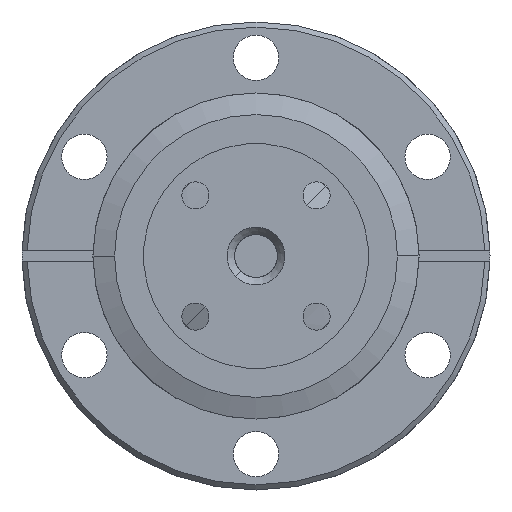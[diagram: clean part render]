
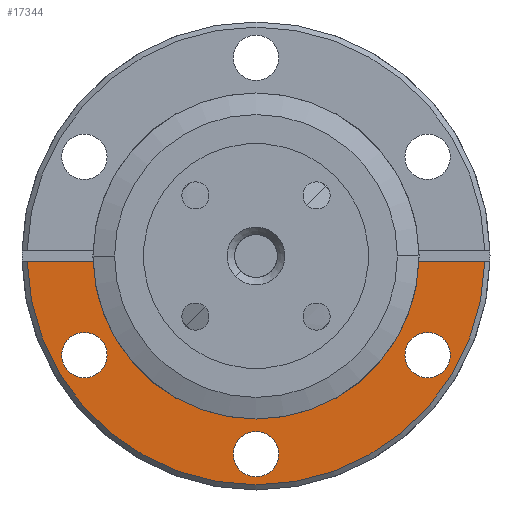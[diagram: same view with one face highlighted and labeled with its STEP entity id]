
A CAD part, front view. The second image highlights one B-rep face of the part: STEP entity #17344.
In plain terms, the highlighted planar face has unit normal (0, -1, 0).
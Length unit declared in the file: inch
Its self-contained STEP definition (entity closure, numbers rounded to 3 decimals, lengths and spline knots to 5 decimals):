
#927 = CIRCLE ( 'NONE', #25819, 0.951 ) ;
#1677 = EDGE_CURVE ( 'NONE', #16909, #16962, #927, .T. ) ;
#2759 = FACE_BOUND ( 'NONE', #16508, .T. ) ;
#2760 = FACE_BOUND ( 'NONE', #16683, .T. ) ;
#2769 = FACE_OUTER_BOUND ( 'NONE', #16685, .T. ) ;
#2771 = FACE_BOUND ( 'NONE', #16675, .T. ) ;
#5236 = CARTESIAN_POINT ( 'NONE',  ( 0.95053, -0.788, -0.03 ) ) ;
#5946 = PLANE ( 'NONE',  #20606 ) ;
#5950 = CARTESIAN_POINT ( 'NONE',  ( -1.365, -0.788, 0. ) ) ;
#5959 = DIRECTION ( 'NONE',  ( 0., 1., 0. ) ) ;
#5960 = DIRECTION ( 'NONE',  ( -1., 0., 0. ) ) ;
#9404 = AXIS2_PLACEMENT_3D ( 'NONE', #11560, #11567, #11568 ) ;
#9406 = AXIS2_PLACEMENT_3D ( 'NONE', #11527, #11534, #11535 ) ;
#9413 = AXIS2_PLACEMENT_3D ( 'NONE', #11554, #11561, #11562 ) ;
#9415 = AXIS2_PLACEMENT_3D ( 'NONE', #11548, #11565, #11566 ) ;
#10233 = CARTESIAN_POINT ( 'NONE',  ( -0.95053, -0.788, -0.03 ) ) ;
#11527 = CARTESIAN_POINT ( 'NONE',  ( 0., -0.788, -1.156 ) ) ;
#11534 = DIRECTION ( 'NONE',  ( 0., -1., 0. ) ) ;
#11535 = DIRECTION ( 'NONE',  ( 0., 0., 1. ) ) ;
#11548 = CARTESIAN_POINT ( 'NONE',  ( -1.00113, -0.788, -0.578 ) ) ;
#11554 = CARTESIAN_POINT ( 'NONE',  ( 1.00113, -0.788, -0.578 ) ) ;
#11558 = CARTESIAN_POINT ( 'NONE',  ( 1.38335, -0.788, -0.03 ) ) ;
#11559 = DIRECTION ( 'NONE',  ( 1., 0., 0. ) ) ;
#11560 = CARTESIAN_POINT ( 'NONE',  ( 0., -0.788, 0. ) ) ;
#11561 = DIRECTION ( 'NONE',  ( 0., -1., 0. ) ) ;
#11562 = DIRECTION ( 'NONE',  ( 0., 0., 1. ) ) ;
#11563 = CARTESIAN_POINT ( 'NONE',  ( -1.38335, -0.788, -0.03 ) ) ;
#11564 = DIRECTION ( 'NONE',  ( 1., 0., 0. ) ) ;
#11565 = DIRECTION ( 'NONE',  ( 0., -1., 0. ) ) ;
#11566 = DIRECTION ( 'NONE',  ( 0., 0., 1. ) ) ;
#11567 = DIRECTION ( 'NONE',  ( 0., -1., 0. ) ) ;
#11568 = DIRECTION ( 'NONE',  ( -1., 0., 0. ) ) ;
#15707 = EDGE_CURVE ( 'NONE', #19912, #19907, #24450, .T. ) ;
#15708 = EDGE_CURVE ( 'NONE', #19878, #19888, #24452, .T. ) ;
#15718 = EDGE_CURVE ( 'NONE', #19893, #19908, #24468, .T. ) ;
#16004 = DIRECTION ( 'NONE',  ( 1., 0., 0. ) ) ;
#16011 = DIRECTION ( 'NONE',  ( 0., -1., 0. ) ) ;
#16023 = CARTESIAN_POINT ( 'NONE',  ( 0., -0.788, 0. ) ) ;
#16413 = ORIENTED_EDGE ( 'NONE', *, *, #25680, .F. ) ;
#16508 = EDGE_LOOP ( 'NONE', ( #27205, #27154 ) ) ;
#16675 = EDGE_LOOP ( 'NONE', ( #27166, #27168 ) ) ;
#16683 = EDGE_LOOP ( 'NONE', ( #16413, #27207 ) ) ;
#16685 = EDGE_LOOP ( 'NONE', ( #27160, #27159, #27164, #27162 ) ) ;
#16909 = VERTEX_POINT ( 'NONE', #10233 ) ;
#16962 = VERTEX_POINT ( 'NONE', #5236 ) ;
#17344 = ADVANCED_FACE ( 'NONE', ( #2760, #2759, #2769, #2771 ), #5946, .F. ) ;
#19878 = VERTEX_POINT ( 'NONE', #21674 ) ;
#19888 = VERTEX_POINT ( 'NONE', #21684 ) ;
#19893 = VERTEX_POINT ( 'NONE', #21689 ) ;
#19904 = VERTEX_POINT ( 'NONE', #21700 ) ;
#19907 = VERTEX_POINT ( 'NONE', #21703 ) ;
#19908 = VERTEX_POINT ( 'NONE', #21704 ) ;
#19912 = VERTEX_POINT ( 'NONE', #21708 ) ;
#19957 = VERTEX_POINT ( 'NONE', #21753 ) ;
#20466 = AXIS2_PLACEMENT_3D ( 'NONE', #27252, #27253, #27254 ) ;
#20468 = AXIS2_PLACEMENT_3D ( 'NONE', #27255, #27256, #27257 ) ;
#20472 = AXIS2_PLACEMENT_3D ( 'NONE', #27279, #27280, #27281 ) ;
#20606 = AXIS2_PLACEMENT_3D ( 'NONE', #5950, #5959, #5960 ) ;
#21674 = CARTESIAN_POINT ( 'NONE',  ( 1.00113, -0.788, -0.7105 ) ) ;
#21684 = CARTESIAN_POINT ( 'NONE',  ( 1.00113, -0.788, -0.4455 ) ) ;
#21689 = CARTESIAN_POINT ( 'NONE',  ( 0., -0.788, -1.2885 ) ) ;
#21700 = CARTESIAN_POINT ( 'NONE',  ( 1.33466, -0.788, -0.03 ) ) ;
#21703 = CARTESIAN_POINT ( 'NONE',  ( -1.00113, -0.788, -0.4455 ) ) ;
#21704 = CARTESIAN_POINT ( 'NONE',  ( 0., -0.788, -1.0235 ) ) ;
#21708 = CARTESIAN_POINT ( 'NONE',  ( -1.00113, -0.788, -0.7105 ) ) ;
#21753 = CARTESIAN_POINT ( 'NONE',  ( -1.33466, -0.788, -0.03 ) ) ;
#24450 = CIRCLE ( 'NONE', #20466, 0.1325 ) ;
#24452 = CIRCLE ( 'NONE', #20468, 0.1325 ) ;
#24468 = CIRCLE ( 'NONE', #20472, 0.1325 ) ;
#25415 = CIRCLE ( 'NONE', #9406, 0.1325 ) ;
#25417 = LINE ( 'NONE', #11563, #25423 ) ;
#25419 = VECTOR ( 'NONE', #11559, 39.37008 ) ;
#25421 = LINE ( 'NONE', #11558, #25419 ) ;
#25423 = VECTOR ( 'NONE', #11564, 39.37008 ) ;
#25427 = CIRCLE ( 'NONE', #9413, 0.1325 ) ;
#25430 = CIRCLE ( 'NONE', #9415, 0.1325 ) ;
#25431 = CIRCLE ( 'NONE', #9404, 1.335 ) ;
#25669 = EDGE_CURVE ( 'NONE', #19908, #19893, #25415, .T. ) ;
#25677 = EDGE_CURVE ( 'NONE', #16962, #19904, #25421, .T. ) ;
#25678 = EDGE_CURVE ( 'NONE', #19888, #19878, #25427, .T. ) ;
#25679 = EDGE_CURVE ( 'NONE', #19957, #16909, #25417, .T. ) ;
#25680 = EDGE_CURVE ( 'NONE', #19907, #19912, #25430, .T. ) ;
#25681 = EDGE_CURVE ( 'NONE', #19957, #19904, #25431, .T. ) ;
#25819 = AXIS2_PLACEMENT_3D ( 'NONE', #16023, #16011, #16004 ) ;
#27154 = ORIENTED_EDGE ( 'NONE', *, *, #15718, .F. ) ;
#27159 = ORIENTED_EDGE ( 'NONE', *, *, #25677, .F. ) ;
#27160 = ORIENTED_EDGE ( 'NONE', *, *, #25681, .T. ) ;
#27162 = ORIENTED_EDGE ( 'NONE', *, *, #25679, .F. ) ;
#27164 = ORIENTED_EDGE ( 'NONE', *, *, #1677, .F. ) ;
#27166 = ORIENTED_EDGE ( 'NONE', *, *, #25678, .F. ) ;
#27168 = ORIENTED_EDGE ( 'NONE', *, *, #15708, .F. ) ;
#27205 = ORIENTED_EDGE ( 'NONE', *, *, #25669, .F. ) ;
#27207 = ORIENTED_EDGE ( 'NONE', *, *, #15707, .F. ) ;
#27252 = CARTESIAN_POINT ( 'NONE',  ( -1.00113, -0.788, -0.578 ) ) ;
#27253 = DIRECTION ( 'NONE',  ( 0., -1., 0. ) ) ;
#27254 = DIRECTION ( 'NONE',  ( 0., 0., 1. ) ) ;
#27255 = CARTESIAN_POINT ( 'NONE',  ( 1.00113, -0.788, -0.578 ) ) ;
#27256 = DIRECTION ( 'NONE',  ( 0., -1., 0. ) ) ;
#27257 = DIRECTION ( 'NONE',  ( 0., 0., 1. ) ) ;
#27279 = CARTESIAN_POINT ( 'NONE',  ( 0., -0.788, -1.156 ) ) ;
#27280 = DIRECTION ( 'NONE',  ( 0., -1., 0. ) ) ;
#27281 = DIRECTION ( 'NONE',  ( 0., 0., 1. ) ) ;
